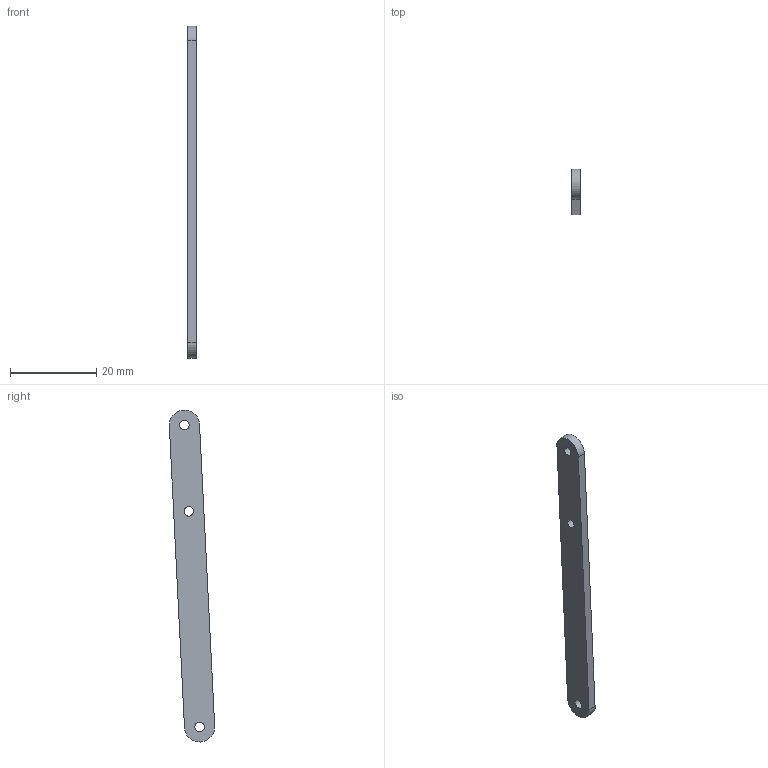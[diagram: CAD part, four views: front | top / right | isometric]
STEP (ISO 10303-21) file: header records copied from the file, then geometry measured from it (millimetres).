
FILE_DESCRIPTION(('CATIA V5 STEP Exchange'),'2;1');
FILE_NAME('Link 5.stp','2024-11-23T09:27:21+00:00',('none'),('none'),'CATIA Version 5 Release 20 GA (IN-10)','CATIA V5 STEP AP203','none');
FILE_SCHEMA(('CONFIG_CONTROL_DESIGN'));
Length unit declared in the file: millimetre
Products named in the file (1): Ornithopter
Bounding box: 2 x 10.5 x 76.9 mm (x, y, z)
Volume: 1034.2 mm3; surface area: 1399.6 mm2
Topology: 1 solids, 1 shells, 12 faces, 30 edges, 20 vertices
Faces by surface type: cylinder 8, plane 4
Entity records: 393 total; most frequent: CARTESIAN_POINT 60, ORIENTED_EDGE 60, DIRECTION 48, EDGE_CURVE 30, AXIS2_PLACEMENT_3D 26, VERTEX_POINT 20, EDGE_LOOP 18, CIRCLE 16
